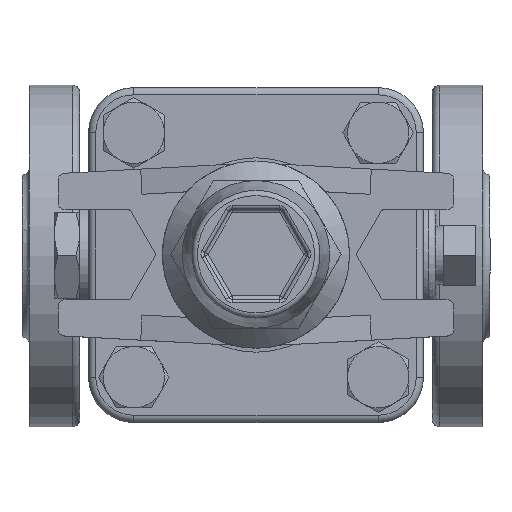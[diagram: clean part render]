
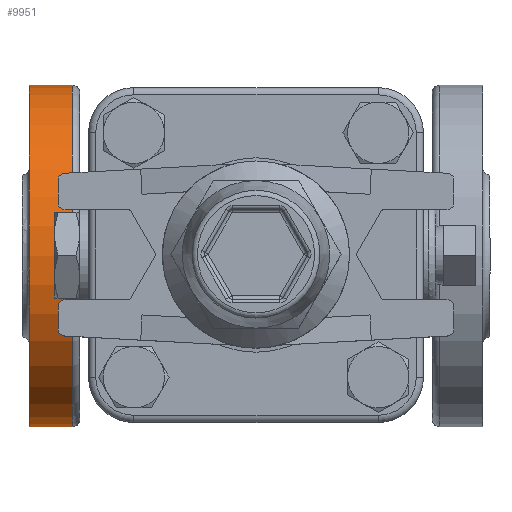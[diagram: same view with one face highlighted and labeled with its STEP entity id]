
A CAD part, top view. The second image highlights one B-rep face of the part: STEP entity #9951.
In plain terms, the highlighted cylindrical face has radius 47.5 mm (diameter 95 mm), a full revolution.
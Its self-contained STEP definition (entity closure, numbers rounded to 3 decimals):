
#433=FACE_BOUND('',#3630,.T.);
#920=CIRCLE('',#10963,47.5);
#921=CIRCLE('',#10965,47.5);
#2895=FACE_OUTER_BOUND('',#3629,.T.);
#3629=EDGE_LOOP('',(#9055));
#3630=EDGE_LOOP('',(#9056));
#4835=VERTEX_POINT('',#29711);
#4836=VERTEX_POINT('',#29714);
#6260=EDGE_CURVE('',#4835,#4835,#920,.T.);
#6261=EDGE_CURVE('',#4836,#4836,#921,.T.);
#9055=ORIENTED_EDGE('',*,*,#6261,.T.);
#9056=ORIENTED_EDGE('',*,*,#6260,.F.);
#9334=CYLINDRICAL_SURFACE('',#10964,47.5);
#9951=ADVANCED_FACE('',(#2895,#433),#9334,.T.);
#10963=AXIS2_PLACEMENT_3D('',#29712,#13474,#13475);
#10964=AXIS2_PLACEMENT_3D('',#29713,#13476,#13477);
#10965=AXIS2_PLACEMENT_3D('',#29715,#13478,#13479);
#13474=DIRECTION('center_axis',(1.,0.,0.));
#13475=DIRECTION('ref_axis',(0.,0.,-1.));
#13476=DIRECTION('center_axis',(1.,0.,0.));
#13477=DIRECTION('ref_axis',(0.,0.,-1.));
#13478=DIRECTION('center_axis',(1.,0.,0.));
#13479=DIRECTION('ref_axis',(0.,0.,-1.));
#29711=CARTESIAN_POINT('',(-51.,0.,94.));
#29712=CARTESIAN_POINT('Origin',(-51.,0.,46.5));
#29713=CARTESIAN_POINT('Origin',(-65.,0.,46.5));
#29714=CARTESIAN_POINT('',(-63.,0.,94.));
#29715=CARTESIAN_POINT('Origin',(-63.,0.,46.5));
